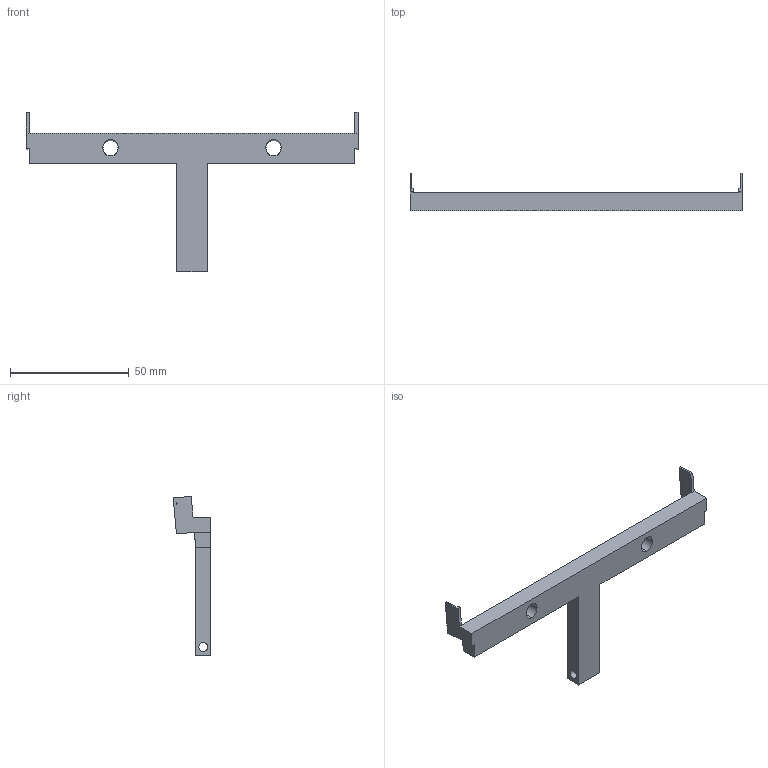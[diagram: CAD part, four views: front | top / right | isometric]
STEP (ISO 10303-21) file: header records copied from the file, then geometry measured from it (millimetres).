
FILE_DESCRIPTION (( 'STEP AP203' ), '1' );
FILE_NAME ('Two_pulley_clamp_Default_sldprt.STEP', '2018-03-08T21:38:00', ( '' ), ( '' ), 'SwSTEP 2.0', 'SolidWorks 2017', '' );
FILE_SCHEMA (( 'CONFIG_CONTROL_DESIGN' ));
Length unit declared in the file: inch
Products named in the file (1): Two_pulley_clamp_Default_sldprt
Bounding box: 139.7 x 15.82 x 67.07 mm (x, y, z)
Volume: 15379.8 mm3; surface area: 8177.1 mm2
Topology: 1 solids, 1 shells, 45 faces, 121 edges, 78 vertices
Faces by surface type: plane 31, cylinder 14
Entity records: 1494 total; most frequent: CARTESIAN_POINT 281, ORIENTED_EDGE 242, DIRECTION 225, EDGE_CURVE 121, LINE 85, VECTOR 85, VERTEX_POINT 78, AXIS2_PLACEMENT_3D 70
